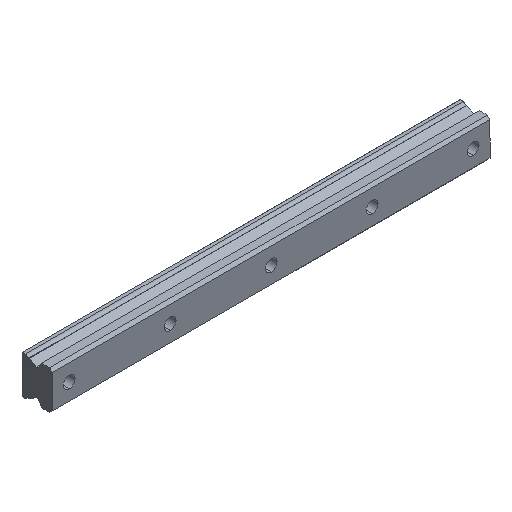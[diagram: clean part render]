
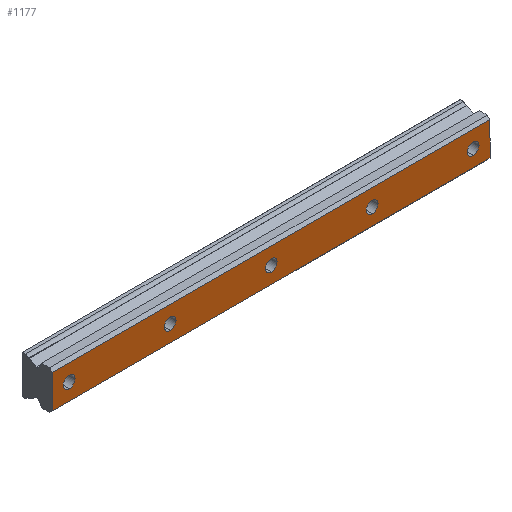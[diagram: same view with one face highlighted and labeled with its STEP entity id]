
A CAD part, isometric view. The second image highlights one B-rep face of the part: STEP entity #1177.
In plain terms, the highlighted planar face has unit normal (0, -1, 0).
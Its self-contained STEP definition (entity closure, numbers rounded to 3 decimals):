
#3 = ORIENTED_EDGE ( 'NONE', *, *, #1209, .F. ) ;
#19 = CIRCLE ( 'NONE', #820, 3.5 ) ;
#63 = ORIENTED_EDGE ( 'NONE', *, *, #1226, .F. ) ;
#68 = CARTESIAN_POINT ( 'NONE',  ( 180., 0., 0. ) ) ;
#71 = EDGE_CURVE ( 'NONE', #1242, #654, #252, .T. ) ;
#73 = CARTESIAN_POINT ( 'NONE',  ( 250., 0., 9.9 ) ) ;
#75 = VECTOR ( 'NONE', #397, 1000. ) ;
#83 = LINE ( 'NONE', #899, #367 ) ;
#90 = CARTESIAN_POINT ( 'NONE',  ( 240., 0., 3.5 ) ) ;
#116 = DIRECTION ( 'NONE',  ( 0., -1., 0. ) ) ;
#118 = ORIENTED_EDGE ( 'NONE', *, *, #71, .F. ) ;
#127 = VERTEX_POINT ( 'NONE', #1107 ) ;
#151 = EDGE_CURVE ( 'NONE', #1028, #127, #473, .T. ) ;
#184 = DIRECTION ( 'NONE',  ( 0., 0., 1. ) ) ;
#209 = ORIENTED_EDGE ( 'NONE', *, *, #270, .F. ) ;
#235 = DIRECTION ( 'NONE',  ( 0., -1., 0. ) ) ;
#240 = PLANE ( 'NONE',  #1114 ) ;
#252 = CIRCLE ( 'NONE', #553, 3.5 ) ;
#261 = EDGE_LOOP ( 'NONE', ( #1090, #209, #555, #953 ) ) ;
#266 = EDGE_LOOP ( 'NONE', ( #324, #514 ) ) ;
#270 = EDGE_CURVE ( 'NONE', #127, #384, #1355, .T. ) ;
#273 = ORIENTED_EDGE ( 'NONE', *, *, #312, .F. ) ;
#296 = CARTESIAN_POINT ( 'NONE',  ( 120., 0., -3.5 ) ) ;
#312 = EDGE_CURVE ( 'NONE', #505, #489, #1562, .T. ) ;
#324 = ORIENTED_EDGE ( 'NONE', *, *, #441, .F. ) ;
#367 = VECTOR ( 'NONE', #613, 1000. ) ;
#371 = CARTESIAN_POINT ( 'NONE',  ( 240., 0., 0. ) ) ;
#384 = VERTEX_POINT ( 'NONE', #1648 ) ;
#391 = CIRCLE ( 'NONE', #1032, 3.5 ) ;
#397 = DIRECTION ( 'NONE',  ( 0., 0., -1. ) ) ;
#404 = DIRECTION ( 'NONE',  ( 0., -1., 0. ) ) ;
#407 = CARTESIAN_POINT ( 'NONE',  ( 0., 0., 3.5 ) ) ;
#412 = CARTESIAN_POINT ( 'NONE',  ( 180., 0., 3.5 ) ) ;
#415 = CARTESIAN_POINT ( 'NONE',  ( 60., 0., 3.5 ) ) ;
#434 = EDGE_CURVE ( 'NONE', #882, #1279, #575, .T. ) ;
#441 = EDGE_CURVE ( 'NONE', #1337, #1043, #1136, .T. ) ;
#442 = ORIENTED_EDGE ( 'NONE', *, *, #434, .F. ) ;
#473 = LINE ( 'NONE', #73, #853 ) ;
#485 = DIRECTION ( 'NONE',  ( 0., 0., 1. ) ) ;
#487 = DIRECTION ( 'NONE',  ( 0., -1., 0. ) ) ;
#489 = VERTEX_POINT ( 'NONE', #412 ) ;
#490 = FACE_BOUND ( 'NONE', #499, .T. ) ;
#494 = DIRECTION ( 'NONE',  ( 0., 0., 1. ) ) ;
#499 = EDGE_LOOP ( 'NONE', ( #63, #1606 ) ) ;
#500 = FACE_BOUND ( 'NONE', #594, .T. ) ;
#505 = VERTEX_POINT ( 'NONE', #1062 ) ;
#514 = ORIENTED_EDGE ( 'NONE', *, *, #1634, .F. ) ;
#531 = DIRECTION ( 'NONE',  ( 0., -1., 0. ) ) ;
#553 = AXIS2_PLACEMENT_3D ( 'NONE', #681, #531, #558 ) ;
#555 = ORIENTED_EDGE ( 'NONE', *, *, #151, .F. ) ;
#558 = DIRECTION ( 'NONE',  ( 0., 0., 1. ) ) ;
#559 = CARTESIAN_POINT ( 'NONE',  ( 0., 0., 0. ) ) ;
#575 = CIRCLE ( 'NONE', #737, 3.5 ) ;
#576 = CARTESIAN_POINT ( 'NONE',  ( -10., 0., 9.9 ) ) ;
#594 = EDGE_LOOP ( 'NONE', ( #118, #770 ) ) ;
#613 = DIRECTION ( 'NONE',  ( -1., 0., 0. ) ) ;
#627 = DIRECTION ( 'NONE',  ( 0., 0., 1. ) ) ;
#630 = AXIS2_PLACEMENT_3D ( 'NONE', #371, #1630, #485 ) ;
#654 = VERTEX_POINT ( 'NONE', #1089 ) ;
#666 = DIRECTION ( 'NONE',  ( 0., -1., 0. ) ) ;
#681 = CARTESIAN_POINT ( 'NONE',  ( 0., 0., 0. ) ) ;
#720 = CARTESIAN_POINT ( 'NONE',  ( 250., 0., 9.9 ) ) ;
#733 = DIRECTION ( 'NONE',  ( 0., 0., 1. ) ) ;
#737 = AXIS2_PLACEMENT_3D ( 'NONE', #949, #404, #1676 ) ;
#753 = DIRECTION ( 'NONE',  ( 0., -1., 0. ) ) ;
#761 = CARTESIAN_POINT ( 'NONE',  ( 250., 0., 9.9 ) ) ;
#762 = LINE ( 'NONE', #1267, #852 ) ;
#768 = CIRCLE ( 'NONE', #1195, 3.5 ) ;
#770 = ORIENTED_EDGE ( 'NONE', *, *, #1306, .F. ) ;
#778 = EDGE_CURVE ( 'NONE', #384, #1182, #83, .T. ) ;
#783 = VERTEX_POINT ( 'NONE', #90 ) ;
#788 = CARTESIAN_POINT ( 'NONE',  ( 60., 0., 0. ) ) ;
#809 = ORIENTED_EDGE ( 'NONE', *, *, #1575, .F. ) ;
#812 = EDGE_CURVE ( 'NONE', #1182, #1028, #762, .T. ) ;
#815 = DIRECTION ( 'NONE',  ( 0., 0., 1. ) ) ;
#820 = AXIS2_PLACEMENT_3D ( 'NONE', #68, #753, #733 ) ;
#821 = CARTESIAN_POINT ( 'NONE',  ( 240., 0., 0. ) ) ;
#826 = DIRECTION ( 'NONE',  ( 0., 0., 1. ) ) ;
#852 = VECTOR ( 'NONE', #1123, 1000. ) ;
#853 = VECTOR ( 'NONE', #1119, 1000. ) ;
#866 = FACE_OUTER_BOUND ( 'NONE', #261, .T. ) ;
#882 = VERTEX_POINT ( 'NONE', #296 ) ;
#891 = FACE_BOUND ( 'NONE', #1272, .T. ) ;
#899 = CARTESIAN_POINT ( 'NONE',  ( 250., 0., -9.9 ) ) ;
#918 = DIRECTION ( 'NONE',  ( 0., -1., 0. ) ) ;
#949 = CARTESIAN_POINT ( 'NONE',  ( 120., 0., 0. ) ) ;
#953 = ORIENTED_EDGE ( 'NONE', *, *, #812, .F. ) ;
#990 = DIRECTION ( 'NONE',  ( 0., 1., 0. ) ) ;
#1028 = VERTEX_POINT ( 'NONE', #576 ) ;
#1032 = AXIS2_PLACEMENT_3D ( 'NONE', #821, #1352, #184 ) ;
#1043 = VERTEX_POINT ( 'NONE', #1580 ) ;
#1062 = CARTESIAN_POINT ( 'NONE',  ( 180., 0., -3.5 ) ) ;
#1089 = CARTESIAN_POINT ( 'NONE',  ( 0., 0., -3.5 ) ) ;
#1090 = ORIENTED_EDGE ( 'NONE', *, *, #778, .F. ) ;
#1105 = EDGE_CURVE ( 'NONE', #1169, #783, #391, .T. ) ;
#1107 = CARTESIAN_POINT ( 'NONE',  ( 250., 0., 9.9 ) ) ;
#1113 = CARTESIAN_POINT ( 'NONE',  ( 240., 0., -3.5 ) ) ;
#1114 = AXIS2_PLACEMENT_3D ( 'NONE', #761, #990, #1365 ) ;
#1119 = DIRECTION ( 'NONE',  ( 1., 0., 0. ) ) ;
#1122 = FACE_BOUND ( 'NONE', #1439, .T. ) ;
#1123 = DIRECTION ( 'NONE',  ( 0., 0., 1. ) ) ;
#1131 = CARTESIAN_POINT ( 'NONE',  ( 120., 0., 0. ) ) ;
#1136 = CIRCLE ( 'NONE', #1507, 3.5 ) ;
#1152 = DIRECTION ( 'NONE',  ( 0., 0., 1. ) ) ;
#1168 = CARTESIAN_POINT ( 'NONE',  ( -10., 0., -9.9 ) ) ;
#1169 = VERTEX_POINT ( 'NONE', #1113 ) ;
#1177 = ADVANCED_FACE ( 'NONE', ( #866, #500, #490, #891, #1122, #1621 ), #240, .F. ) ;
#1182 = VERTEX_POINT ( 'NONE', #1168 ) ;
#1184 = CARTESIAN_POINT ( 'NONE',  ( 120., 0., 3.5 ) ) ;
#1195 = AXIS2_PLACEMENT_3D ( 'NONE', #1277, #116, #1152 ) ;
#1209 = EDGE_CURVE ( 'NONE', #489, #505, #19, .T. ) ;
#1218 = CIRCLE ( 'NONE', #1321, 3.5 ) ;
#1226 = EDGE_CURVE ( 'NONE', #783, #1169, #1431, .T. ) ;
#1242 = VERTEX_POINT ( 'NONE', #407 ) ;
#1267 = CARTESIAN_POINT ( 'NONE',  ( -10., 0., 9.9 ) ) ;
#1272 = EDGE_LOOP ( 'NONE', ( #3, #273 ) ) ;
#1277 = CARTESIAN_POINT ( 'NONE',  ( 60., 0., 0. ) ) ;
#1279 = VERTEX_POINT ( 'NONE', #1184 ) ;
#1306 = EDGE_CURVE ( 'NONE', #654, #1242, #1218, .T. ) ;
#1321 = AXIS2_PLACEMENT_3D ( 'NONE', #559, #666, #826 ) ;
#1337 = VERTEX_POINT ( 'NONE', #415 ) ;
#1352 = DIRECTION ( 'NONE',  ( 0., -1., 0. ) ) ;
#1355 = LINE ( 'NONE', #720, #75 ) ;
#1365 = DIRECTION ( 'NONE',  ( 0., 0., 1. ) ) ;
#1376 = AXIS2_PLACEMENT_3D ( 'NONE', #1131, #235, #494 ) ;
#1431 = CIRCLE ( 'NONE', #630, 3.5 ) ;
#1439 = EDGE_LOOP ( 'NONE', ( #809, #442 ) ) ;
#1507 = AXIS2_PLACEMENT_3D ( 'NONE', #788, #918, #815 ) ;
#1562 = CIRCLE ( 'NONE', #1642, 3.5 ) ;
#1568 = CIRCLE ( 'NONE', #1376, 3.5 ) ;
#1575 = EDGE_CURVE ( 'NONE', #1279, #882, #1568, .T. ) ;
#1580 = CARTESIAN_POINT ( 'NONE',  ( 60., 0., -3.5 ) ) ;
#1606 = ORIENTED_EDGE ( 'NONE', *, *, #1105, .F. ) ;
#1621 = FACE_BOUND ( 'NONE', #266, .T. ) ;
#1630 = DIRECTION ( 'NONE',  ( 0., -1., 0. ) ) ;
#1632 = CARTESIAN_POINT ( 'NONE',  ( 180., 0., 0. ) ) ;
#1634 = EDGE_CURVE ( 'NONE', #1043, #1337, #768, .T. ) ;
#1642 = AXIS2_PLACEMENT_3D ( 'NONE', #1632, #487, #627 ) ;
#1648 = CARTESIAN_POINT ( 'NONE',  ( 250., 0., -9.9 ) ) ;
#1676 = DIRECTION ( 'NONE',  ( 0., 0., 1. ) ) ;
